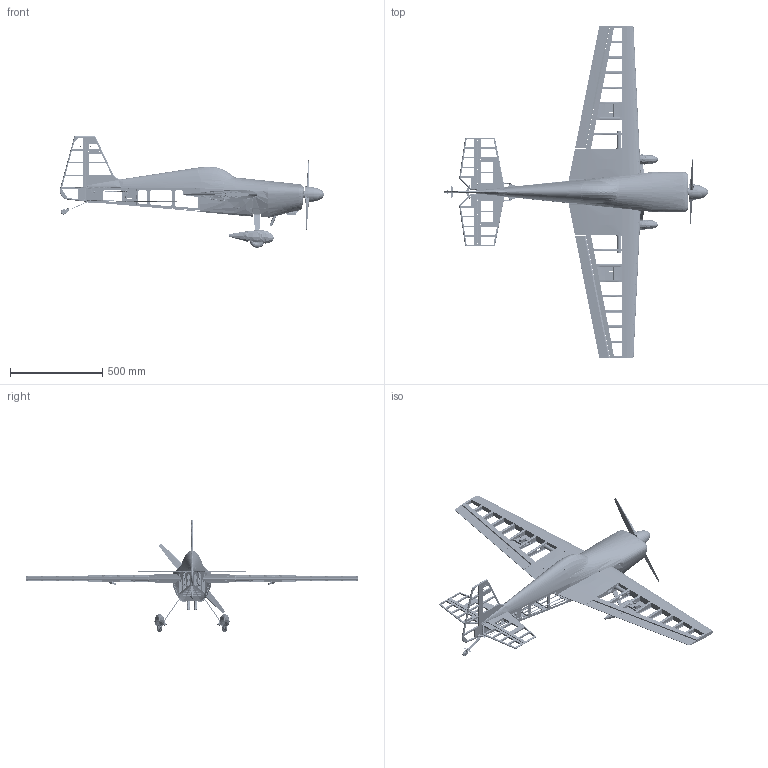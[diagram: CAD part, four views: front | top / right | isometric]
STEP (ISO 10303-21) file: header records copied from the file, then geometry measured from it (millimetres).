
FILE_DESCRIPTION(('FreeCAD Model'),'2;1');
FILE_NAME('Open CASCADE Shape Model','2025-04-26T22:09:27',('FreeCAD'),( 'FreeCAD'),'Open CASCADE STEP processor 7.6','FreeCAD','Unknown');
FILE_SCHEMA(('AUTOMOTIVE_DESIGN { 1 0 10303 214 1 1 1 1 }'));
Products named in the file (1): Open CASCADE STEP translator 7.6 1
Bounding box: 1430.37 x 1796.01 x 604.4 mm (x, y, z)
Volume: 6464753.4 mm3; surface area: 5731642.3 mm2
Topology: 534 solids, 534 shells, 8820 faces, 22185 edges, 14394 vertices
Faces by surface type: bspline 8820
Entity records: 335165 total; most frequent: CARTESIAN_POINT 201806, ORIENTED_EDGE 44032, EDGE_CURVE 22016, B_SPLINE_CURVE_WITH_KNOTS 16830, VERTEX_POINT 14364, FACE_BOUND 10128, EDGE_LOOP 10128, ADVANCED_FACE 8820
